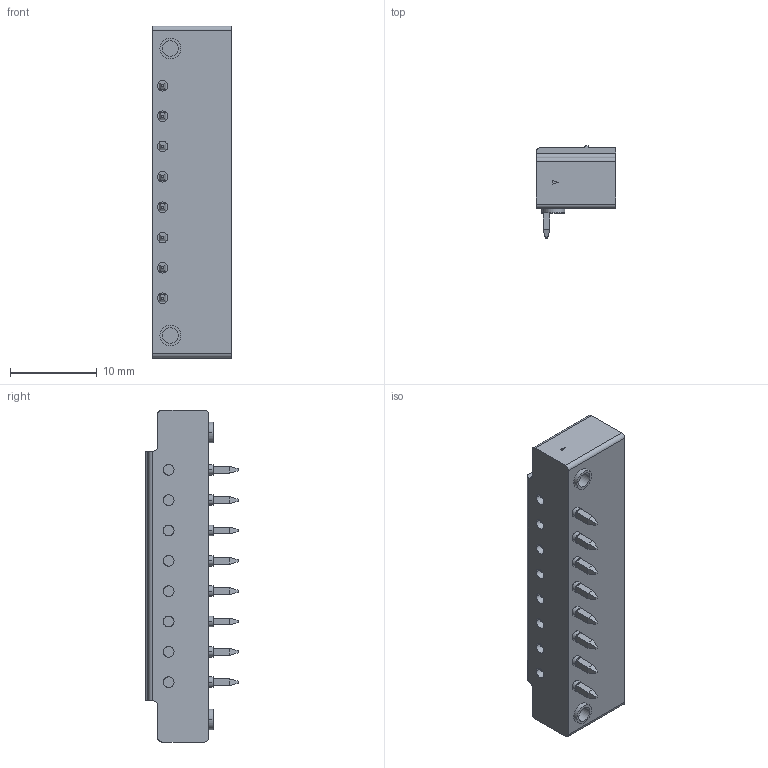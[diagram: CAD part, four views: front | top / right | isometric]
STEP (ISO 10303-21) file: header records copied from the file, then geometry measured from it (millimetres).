
FILE_DESCRIPTION(('STEP AP214'),'1');
FILE_NAME(' ',' ',('TraceParts'),('TraceParts S.A.'),'XStep 1.0',' ',' ');
FILE_SCHEMA(('automotive_design'));
Length unit declared in the file: millimetre
Products named in the file (1): mc_1.5-8-gf-3.5|mc_1.5-8-gf-3.5;mc_1.5-8-gf-3.5
Bounding box: 9.2 x 10.65 x 38.3 mm (x, y, z)
Volume: 1502.7 mm3; surface area: 2967.8 mm2
Topology: 1 solids, 1 shells, 685 faces, 1652 edges, 1036 vertices
Faces by surface type: plane 506, cylinder 163, cone 16
Entity records: 24883 total; most frequent: CARTESIAN_POINT 8750, DIRECTION 3306, ORIENTED_EDGE 3304, EDGE_CURVE 1652, LINE 1274, VECTOR 1274, VERTEX_POINT 1036, AXIS2_PLACEMENT_3D 1016
